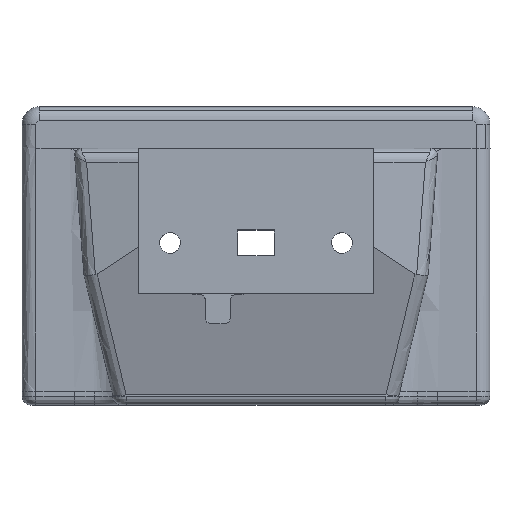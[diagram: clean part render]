
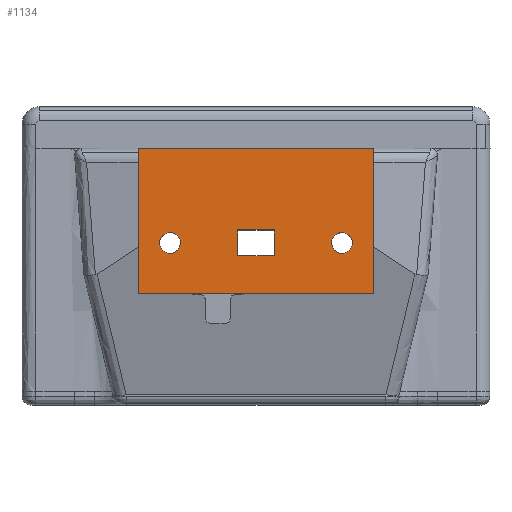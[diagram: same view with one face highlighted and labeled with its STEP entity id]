
A CAD part, top view. The second image highlights one B-rep face of the part: STEP entity #1134.
In plain terms, the highlighted face is planar.
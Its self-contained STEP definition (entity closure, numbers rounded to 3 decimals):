
#4 = CARTESIAN_POINT ( 'NONE',  ( -6.8, -4.103, 6.413 ) ) ;
#28 = FACE_BOUND ( 'NONE', #4870, .T. ) ;
#81 = DIRECTION ( 'NONE',  ( 0., 0., 1. ) ) ;
#117 = DIRECTION ( 'NONE',  ( 1., 0., 0. ) ) ;
#163 = ORIENTED_EDGE ( 'NONE', *, *, #1928, .F. ) ;
#453 = CARTESIAN_POINT ( 'NONE',  ( -6.8, -4.103, 17.225 ) ) ;
#546 = FACE_BOUND ( 'NONE', #2266, .T. ) ;
#579 = DIRECTION ( 'NONE',  ( 0., 0., -1. ) ) ;
#609 = DIRECTION ( 'NONE',  ( 0., 0., -1. ) ) ;
#683 = VERTEX_POINT ( 'NONE', #1071 ) ;
#760 = DIRECTION ( 'NONE',  ( 0., -1., 0. ) ) ;
#770 = CARTESIAN_POINT ( 'NONE',  ( 4.962, -4.103, 8.765 ) ) ;
#786 = ORIENTED_EDGE ( 'NONE', *, *, #4979, .F. ) ;
#1071 = CARTESIAN_POINT ( 'NONE',  ( -4.962, -4.103, 9.965 ) ) ;
#1134 = ADVANCED_FACE ( 'NONE', ( #28, #4905, #546, #4843 ), #5452, .F. ) ;
#1148 = VERTEX_POINT ( 'NONE', #3981 ) ;
#1346 = EDGE_CURVE ( 'NONE', #4724, #1148, #3940, .T. ) ;
#1471 = CARTESIAN_POINT ( 'NONE',  ( 1.05, -4.103, 8.615 ) ) ;
#1517 = VECTOR ( 'NONE', #579, 1000. ) ;
#1597 = CIRCLE ( 'NONE', #5173, 0.6 ) ;
#1647 = VERTEX_POINT ( 'NONE', #3518 ) ;
#1728 = CIRCLE ( 'NONE', #3866, 0.6 ) ;
#1805 = CARTESIAN_POINT ( 'NONE',  ( 3.358, -4.103, 14.825 ) ) ;
#1840 = VECTOR ( 'NONE', #117, 1000. ) ;
#1928 = EDGE_CURVE ( 'NONE', #2870, #683, #3612, .T. ) ;
#1933 = DIRECTION ( 'NONE',  ( 0., 0., -1. ) ) ;
#1954 = LINE ( 'NONE', #1471, #2431 ) ;
#2024 = LINE ( 'NONE', #5376, #4987 ) ;
#2093 = DIRECTION ( 'NONE',  ( 1., 0., 0. ) ) ;
#2125 = CARTESIAN_POINT ( 'NONE',  ( -1.05, -4.103, 8.615 ) ) ;
#2159 = CARTESIAN_POINT ( 'NONE',  ( -6.8, -4.103, 6.413 ) ) ;
#2249 = EDGE_LOOP ( 'NONE', ( #3671, #4148, #3652, #3648 ) ) ;
#2266 = EDGE_LOOP ( 'NONE', ( #6151, #786 ) ) ;
#2354 = AXIS2_PLACEMENT_3D ( 'NONE', #6292, #3471, #3373 ) ;
#2383 = VERTEX_POINT ( 'NONE', #4 ) ;
#2386 = LINE ( 'NONE', #1805, #4772 ) ;
#2431 = VECTOR ( 'NONE', #3992, 1000. ) ;
#2475 = CARTESIAN_POINT ( 'NONE',  ( 6.8, -4.103, 17.225 ) ) ;
#2516 = DIRECTION ( 'NONE',  ( 0., 1., 0. ) ) ;
#2717 = EDGE_CURVE ( 'NONE', #5422, #3694, #5007, .T. ) ;
#2870 = VERTEX_POINT ( 'NONE', #5809 ) ;
#2982 = CARTESIAN_POINT ( 'NONE',  ( 1.05, -4.103, 8.615 ) ) ;
#2986 = DIRECTION ( 'NONE',  ( 0., 0., -1. ) ) ;
#3071 = EDGE_CURVE ( 'NONE', #3305, #5260, #1597, .T. ) ;
#3089 = CARTESIAN_POINT ( 'NONE',  ( -6.8, -4.103, 14.825 ) ) ;
#3278 = DIRECTION ( 'NONE',  ( -1., 0., 0. ) ) ;
#3305 = VERTEX_POINT ( 'NONE', #770 ) ;
#3371 = CIRCLE ( 'NONE', #2354, 0.6 ) ;
#3373 = DIRECTION ( 'NONE',  ( 0., 0., -1. ) ) ;
#3380 = DIRECTION ( 'NONE',  ( 0., 0., -1. ) ) ;
#3471 = DIRECTION ( 'NONE',  ( 0., -1., 0. ) ) ;
#3497 = CARTESIAN_POINT ( 'NONE',  ( 1.05, -4.103, 10.115 ) ) ;
#3499 = CARTESIAN_POINT ( 'NONE',  ( -1.05, -4.103, 10.115 ) ) ;
#3518 = CARTESIAN_POINT ( 'NONE',  ( -1.05, -4.103, 10.115 ) ) ;
#3612 = CIRCLE ( 'NONE', #4933, 0.6 ) ;
#3648 = ORIENTED_EDGE ( 'NONE', *, *, #6189, .T. ) ;
#3652 = ORIENTED_EDGE ( 'NONE', *, *, #4382, .T. ) ;
#3660 = LINE ( 'NONE', #6128, #5824 ) ;
#3671 = ORIENTED_EDGE ( 'NONE', *, *, #2717, .T. ) ;
#3677 = DIRECTION ( 'NONE',  ( 0., -1., 0. ) ) ;
#3694 = VERTEX_POINT ( 'NONE', #2982 ) ;
#3757 = EDGE_CURVE ( 'NONE', #3694, #6198, #1954, .T. ) ;
#3866 = AXIS2_PLACEMENT_3D ( 'NONE', #6327, #3677, #3380 ) ;
#3892 = DIRECTION ( 'NONE',  ( 1., 0., 0. ) ) ;
#3940 = LINE ( 'NONE', #2475, #4112 ) ;
#3965 = CARTESIAN_POINT ( 'NONE',  ( 6.8, -4.103, 14.825 ) ) ;
#3967 = VECTOR ( 'NONE', #2093, 1000. ) ;
#3981 = CARTESIAN_POINT ( 'NONE',  ( 6.8, -4.103, 6.413 ) ) ;
#3992 = DIRECTION ( 'NONE',  ( -1., 0., 0. ) ) ;
#3999 = ORIENTED_EDGE ( 'NONE', *, *, #5254, .T. ) ;
#4069 = CARTESIAN_POINT ( 'NONE',  ( 4.962, -4.103, 9.365 ) ) ;
#4112 = VECTOR ( 'NONE', #2986, 1000. ) ;
#4148 = ORIENTED_EDGE ( 'NONE', *, *, #3757, .T. ) ;
#4382 = EDGE_CURVE ( 'NONE', #6198, #1647, #2024, .T. ) ;
#4526 = AXIS2_PLACEMENT_3D ( 'NONE', #453, #2516, #3892 ) ;
#4583 = LINE ( 'NONE', #2159, #1840 ) ;
#4643 = ORIENTED_EDGE ( 'NONE', *, *, #1346, .F. ) ;
#4724 = VERTEX_POINT ( 'NONE', #3965 ) ;
#4730 = CARTESIAN_POINT ( 'NONE',  ( 4.962, -4.103, 9.965 ) ) ;
#4772 = VECTOR ( 'NONE', #3278, 1000. ) ;
#4843 = FACE_BOUND ( 'NONE', #2249, .T. ) ;
#4870 = EDGE_LOOP ( 'NONE', ( #163, #5118 ) ) ;
#4905 = FACE_OUTER_BOUND ( 'NONE', #6178, .T. ) ;
#4933 = AXIS2_PLACEMENT_3D ( 'NONE', #5615, #5130, #609 ) ;
#4935 = EDGE_CURVE ( 'NONE', #2383, #1148, #4583, .T. ) ;
#4956 = VERTEX_POINT ( 'NONE', #3089 ) ;
#4974 = CARTESIAN_POINT ( 'NONE',  ( 1.05, -4.103, 10.115 ) ) ;
#4979 = EDGE_CURVE ( 'NONE', #5260, #3305, #3371, .T. ) ;
#4987 = VECTOR ( 'NONE', #81, 1000. ) ;
#5003 = ORIENTED_EDGE ( 'NONE', *, *, #4935, .T. ) ;
#5007 = LINE ( 'NONE', #4974, #1517 ) ;
#5118 = ORIENTED_EDGE ( 'NONE', *, *, #6346, .F. ) ;
#5130 = DIRECTION ( 'NONE',  ( 0., -1., 0. ) ) ;
#5139 = EDGE_CURVE ( 'NONE', #4956, #2383, #3660, .T. ) ;
#5173 = AXIS2_PLACEMENT_3D ( 'NONE', #4069, #760, #6290 ) ;
#5254 = EDGE_CURVE ( 'NONE', #4724, #4956, #2386, .T. ) ;
#5260 = VERTEX_POINT ( 'NONE', #4730 ) ;
#5376 = CARTESIAN_POINT ( 'NONE',  ( -1.05, -4.103, 8.615 ) ) ;
#5422 = VERTEX_POINT ( 'NONE', #3497 ) ;
#5428 = ORIENTED_EDGE ( 'NONE', *, *, #5139, .T. ) ;
#5452 = PLANE ( 'NONE',  #4526 ) ;
#5615 = CARTESIAN_POINT ( 'NONE',  ( -4.962, -4.103, 9.365 ) ) ;
#5809 = CARTESIAN_POINT ( 'NONE',  ( -4.962, -4.103, 8.765 ) ) ;
#5824 = VECTOR ( 'NONE', #1933, 1000. ) ;
#6059 = LINE ( 'NONE', #3499, #3967 ) ;
#6128 = CARTESIAN_POINT ( 'NONE',  ( -6.8, -4.103, 17.225 ) ) ;
#6151 = ORIENTED_EDGE ( 'NONE', *, *, #3071, .F. ) ;
#6178 = EDGE_LOOP ( 'NONE', ( #5003, #4643, #3999, #5428 ) ) ;
#6189 = EDGE_CURVE ( 'NONE', #1647, #5422, #6059, .T. ) ;
#6198 = VERTEX_POINT ( 'NONE', #2125 ) ;
#6290 = DIRECTION ( 'NONE',  ( 0., 0., -1. ) ) ;
#6292 = CARTESIAN_POINT ( 'NONE',  ( 4.962, -4.103, 9.365 ) ) ;
#6327 = CARTESIAN_POINT ( 'NONE',  ( -4.962, -4.103, 9.365 ) ) ;
#6346 = EDGE_CURVE ( 'NONE', #683, #2870, #1728, .T. ) ;
